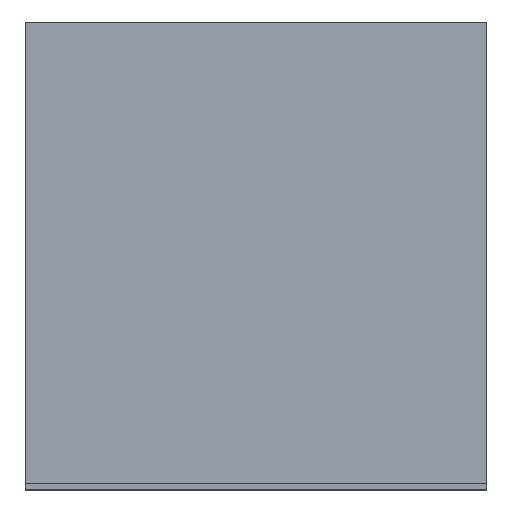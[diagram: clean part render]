
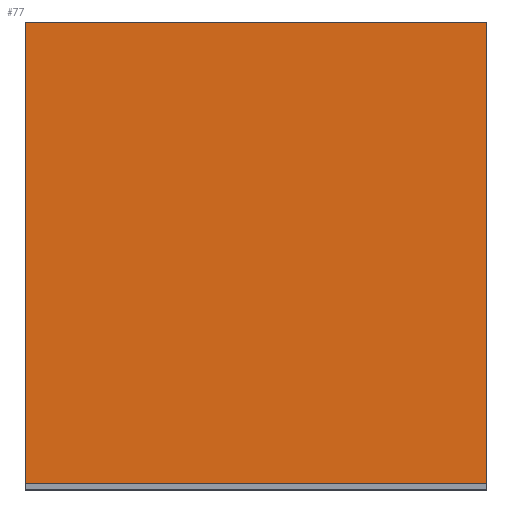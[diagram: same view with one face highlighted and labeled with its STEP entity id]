
A CAD part, top view. The second image highlights one B-rep face of the part: STEP entity #77.
In plain terms, the highlighted planar face has unit normal (0, 0, 1).
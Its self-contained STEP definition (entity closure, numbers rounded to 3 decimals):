
#16 = VERTEX_POINT ( 'NONE', #502 ) ;
#30 = DIRECTION ( 'NONE',  ( 0., 0., 1. ) ) ;
#75 = AXIS2_PLACEMENT_3D ( 'NONE', #346, #30, #87 ) ;
#77 = ADVANCED_FACE ( 'NONE', ( #568 ), #217, .T. ) ;
#87 = DIRECTION ( 'NONE',  ( 1., 0., 0. ) ) ;
#121 = DIRECTION ( 'NONE',  ( -1., 0., 0. ) ) ;
#139 = DIRECTION ( 'NONE',  ( 1., 0., 0. ) ) ;
#162 = EDGE_CURVE ( 'NONE', #16, #412, #411, .T. ) ;
#175 = DIRECTION ( 'NONE',  ( 0., 1., 0. ) ) ;
#180 = ORIENTED_EDGE ( 'NONE', *, *, #556, .T. ) ;
#217 = PLANE ( 'NONE',  #75 ) ;
#240 = CARTESIAN_POINT ( 'NONE',  ( -0.5, 1., 4. ) ) ;
#248 = CARTESIAN_POINT ( 'NONE',  ( 0.5, 1., 4. ) ) ;
#255 = VECTOR ( 'NONE', #121, 1000. ) ;
#273 = CARTESIAN_POINT ( 'NONE',  ( -0.5, 0., 4. ) ) ;
#327 = CARTESIAN_POINT ( 'NONE',  ( 0.5, 0., 4. ) ) ;
#337 = LINE ( 'NONE', #240, #471 ) ;
#346 = CARTESIAN_POINT ( 'NONE',  ( 0., 0., 4. ) ) ;
#375 = EDGE_CURVE ( 'NONE', #434, #399, #665, .T. ) ;
#377 = CARTESIAN_POINT ( 'NONE',  ( 0.5, 1., 4. ) ) ;
#399 = VERTEX_POINT ( 'NONE', #448 ) ;
#401 = ORIENTED_EDGE ( 'NONE', *, *, #162, .T. ) ;
#411 = LINE ( 'NONE', #273, #445 ) ;
#412 = VERTEX_POINT ( 'NONE', #327 ) ;
#434 = VERTEX_POINT ( 'NONE', #248 ) ;
#442 = CARTESIAN_POINT ( 'NONE',  ( 0.5, 0., 4. ) ) ;
#445 = VECTOR ( 'NONE', #139, 1000. ) ;
#448 = CARTESIAN_POINT ( 'NONE',  ( -0.5, 1., 4. ) ) ;
#471 = VECTOR ( 'NONE', #504, 1000. ) ;
#473 = EDGE_CURVE ( 'NONE', #412, #434, #478, .T. ) ;
#478 = LINE ( 'NONE', #442, #632 ) ;
#498 = EDGE_LOOP ( 'NONE', ( #401, #650, #679, #180 ) ) ;
#502 = CARTESIAN_POINT ( 'NONE',  ( -0.5, 0., 4. ) ) ;
#504 = DIRECTION ( 'NONE',  ( 0., -1., 0. ) ) ;
#556 = EDGE_CURVE ( 'NONE', #399, #16, #337, .T. ) ;
#568 = FACE_OUTER_BOUND ( 'NONE', #498, .T. ) ;
#632 = VECTOR ( 'NONE', #175, 1000. ) ;
#650 = ORIENTED_EDGE ( 'NONE', *, *, #473, .T. ) ;
#665 = LINE ( 'NONE', #377, #255 ) ;
#679 = ORIENTED_EDGE ( 'NONE', *, *, #375, .T. ) ;
